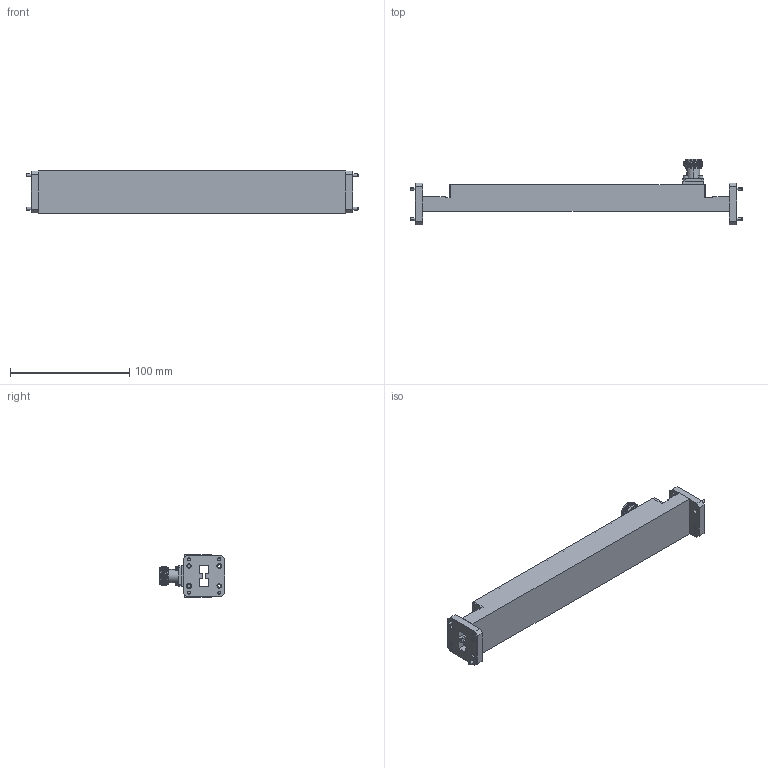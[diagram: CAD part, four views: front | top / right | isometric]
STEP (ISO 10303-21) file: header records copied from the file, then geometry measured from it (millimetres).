
FILE_DESCRIPTION (( 'STEP AP214' ), '1' );
FILE_NAME ('FMWRD650CP02-40_3D.step', '2023-05-23T23:46:31', ( '' ), ( '' ), 'SwSTEP 2.0', 'SolidWorks 2022', '' );
FILE_SCHEMA (( 'AUTOMOTIVE_DESIGN' ));
Length unit declared in the file: inch
Products named in the file (1): FMWRD650CP02-40_3D
Bounding box: 278.6 x 55.31 x 36 mm (x, y, z)
Volume: 176207.1 mm3; surface area: 56346.9 mm2
Topology: 1 solids, 1 shells, 1218 faces, 3133 edges, 2027 vertices
Faces by surface type: plane 586, cone 301, cylinder 244, bspline 87
Entity records: 63480 total; most frequent: CARTESIAN_POINT 35690, ORIENTED_EDGE 6266, DIRECTION 5160, EDGE_CURVE 3133, VERTEX_POINT 2027, AXIS2_PLACEMENT_3D 1939, EDGE_LOOP 1354, VECTOR 1282
